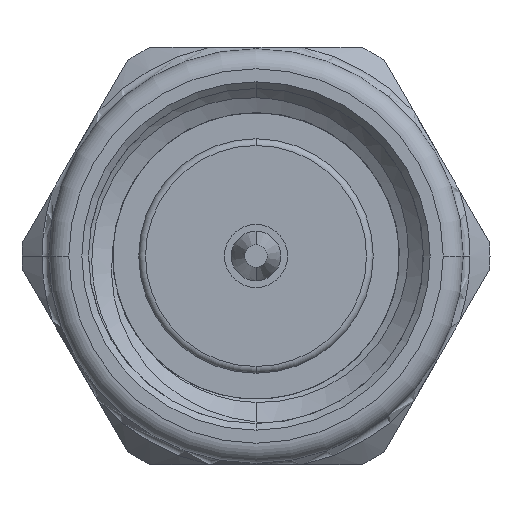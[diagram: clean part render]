
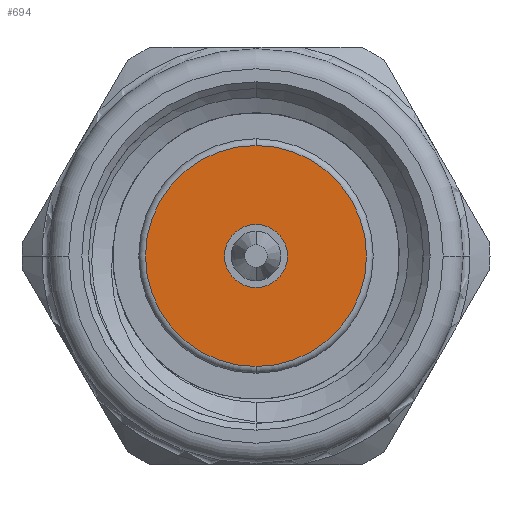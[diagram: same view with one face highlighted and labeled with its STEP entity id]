
A CAD part, left-side view. The second image highlights one B-rep face of the part: STEP entity #694.
In plain terms, the highlighted planar face has unit normal (-1, 0, 0).
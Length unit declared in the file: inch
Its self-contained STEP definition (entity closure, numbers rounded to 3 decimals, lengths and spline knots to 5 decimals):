
#62 = EDGE_CURVE ( 'NONE', #1787, #800, #4069, .T. ) ;
#169 = CARTESIAN_POINT ( 'NONE',  ( -0.14843, 0., -0.0235 ) ) ;
#363 = CIRCLE ( 'NONE', #568, 0.0825 ) ;
#568 = AXIS2_PLACEMENT_3D ( 'NONE', #1342, #3749, #2325 ) ;
#656 = DIRECTION ( 'NONE',  ( 1., 0., 0. ) ) ;
#694 = ADVANCED_FACE ( 'NONE', ( #3001, #4340 ), #3603, .F. ) ;
#800 = VERTEX_POINT ( 'NONE', #2382 ) ;
#1148 = DIRECTION ( 'NONE',  ( 1., 0., 0. ) ) ;
#1196 = CARTESIAN_POINT ( 'NONE',  ( -0.14843, 0.0825, 0. ) ) ;
#1342 = CARTESIAN_POINT ( 'NONE',  ( -0.14843, 0., 0. ) ) ;
#1481 = ORIENTED_EDGE ( 'NONE', *, *, #3939, .F. ) ;
#1515 = VERTEX_POINT ( 'NONE', #4067 ) ;
#1518 = CARTESIAN_POINT ( 'NONE',  ( -0.14843, 0., -0.0825 ) ) ;
#1573 = ORIENTED_EDGE ( 'NONE', *, *, #62, .T. ) ;
#1588 = CIRCLE ( 'NONE', #2800, 0.0235 ) ;
#1731 = DIRECTION ( 'NONE',  ( 0., 0., -1. ) ) ;
#1755 = ORIENTED_EDGE ( 'NONE', *, *, #3490, .T. ) ;
#1787 = VERTEX_POINT ( 'NONE', #169 ) ;
#1941 = EDGE_LOOP ( 'NONE', ( #1573, #1755 ) ) ;
#2132 = ORIENTED_EDGE ( 'NONE', *, *, #2385, .F. ) ;
#2325 = DIRECTION ( 'NONE',  ( 0., 0., -1. ) ) ;
#2382 = CARTESIAN_POINT ( 'NONE',  ( -0.14843, 0., 0.0235 ) ) ;
#2385 = EDGE_CURVE ( 'NONE', #1515, #4259, #3935, .T. ) ;
#2413 = DIRECTION ( 'NONE',  ( 0., 0., -1. ) ) ;
#2563 = CARTESIAN_POINT ( 'NONE',  ( -0.14843, 0., 0. ) ) ;
#2639 = AXIS2_PLACEMENT_3D ( 'NONE', #1196, #3625, #3649 ) ;
#2800 = AXIS2_PLACEMENT_3D ( 'NONE', #3213, #1148, #1731 ) ;
#2851 = DIRECTION ( 'NONE',  ( 0., 0., -1. ) ) ;
#2881 = EDGE_LOOP ( 'NONE', ( #1481, #2132 ) ) ;
#3001 = FACE_OUTER_BOUND ( 'NONE', #2881, .T. ) ;
#3213 = CARTESIAN_POINT ( 'NONE',  ( -0.14843, 0., 0. ) ) ;
#3455 = CARTESIAN_POINT ( 'NONE',  ( -0.14843, 0., 0. ) ) ;
#3490 = EDGE_CURVE ( 'NONE', #800, #1787, #1588, .T. ) ;
#3603 = PLANE ( 'NONE',  #2639 ) ;
#3625 = DIRECTION ( 'NONE',  ( 1., 0., 0. ) ) ;
#3649 = DIRECTION ( 'NONE',  ( 0., 0., -1. ) ) ;
#3749 = DIRECTION ( 'NONE',  ( 1., 0., 0. ) ) ;
#3906 = DIRECTION ( 'NONE',  ( 1., 0., 0. ) ) ;
#3935 = CIRCLE ( 'NONE', #4009, 0.0825 ) ;
#3939 = EDGE_CURVE ( 'NONE', #4259, #1515, #363, .T. ) ;
#4009 = AXIS2_PLACEMENT_3D ( 'NONE', #2563, #3906, #2851 ) ;
#4067 = CARTESIAN_POINT ( 'NONE',  ( -0.14843, 0., 0.0825 ) ) ;
#4069 = CIRCLE ( 'NONE', #4278, 0.0235 ) ;
#4259 = VERTEX_POINT ( 'NONE', #1518 ) ;
#4278 = AXIS2_PLACEMENT_3D ( 'NONE', #3455, #656, #2413 ) ;
#4340 = FACE_BOUND ( 'NONE', #1941, .T. ) ;
